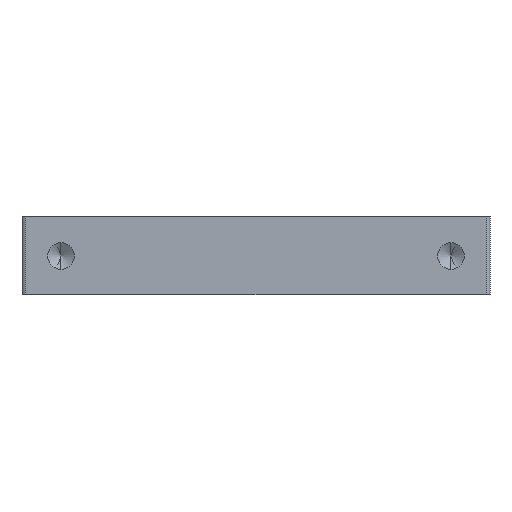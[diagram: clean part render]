
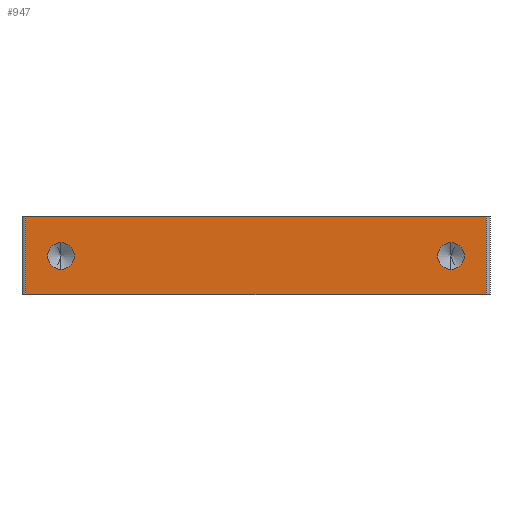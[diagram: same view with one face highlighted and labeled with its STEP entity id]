
A CAD part, front view. The second image highlights one B-rep face of the part: STEP entity #947.
In plain terms, the highlighted planar face has unit normal (0, -1, 0).
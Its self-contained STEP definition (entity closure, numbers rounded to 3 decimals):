
#8 = LINE ( 'NONE', #14, #1390 ) ;
#10 = DIRECTION ( 'NONE',  ( 0., 1., 0. ) ) ;
#14 = CARTESIAN_POINT ( 'NONE',  ( 119., 0., 20. ) ) ;
#20 = DIRECTION ( 'NONE',  ( 1., 0., 0. ) ) ;
#68 = LINE ( 'NONE', #187, #1302 ) ;
#95 = EDGE_LOOP ( 'NONE', ( #407, #276 ) ) ;
#124 = CARTESIAN_POINT ( 'NONE',  ( 1., 0., 20. ) ) ;
#128 = CARTESIAN_POINT ( 'NONE',  ( 110., 0., 10. ) ) ;
#129 = CARTESIAN_POINT ( 'NONE',  ( 119., 0., 20. ) ) ;
#149 = EDGE_CURVE ( 'NONE', #531, #271, #8, .T. ) ;
#171 = VERTEX_POINT ( 'NONE', #124 ) ;
#183 = VERTEX_POINT ( 'NONE', #1424 ) ;
#187 = CARTESIAN_POINT ( 'NONE',  ( 0., 0., 20. ) ) ;
#226 = EDGE_CURVE ( 'NONE', #415, #531, #951, .T. ) ;
#271 = VERTEX_POINT ( 'NONE', #129 ) ;
#276 = ORIENTED_EDGE ( 'NONE', *, *, #1392, .F. ) ;
#290 = ORIENTED_EDGE ( 'NONE', *, *, #149, .T. ) ;
#292 = ORIENTED_EDGE ( 'NONE', *, *, #708, .T. ) ;
#302 = DIRECTION ( 'NONE',  ( 1., 0., 0. ) ) ;
#337 = CARTESIAN_POINT ( 'NONE',  ( 10., 0., 13.4 ) ) ;
#367 = DIRECTION ( 'NONE',  ( 0., 0., -1. ) ) ;
#407 = ORIENTED_EDGE ( 'NONE', *, *, #1497, .F. ) ;
#415 = VERTEX_POINT ( 'NONE', #1007 ) ;
#446 = EDGE_LOOP ( 'NONE', ( #1508, #290, #656, #292 ) ) ;
#530 = ORIENTED_EDGE ( 'NONE', *, *, #1172, .F. ) ;
#531 = VERTEX_POINT ( 'NONE', #909 ) ;
#602 = AXIS2_PLACEMENT_3D ( 'NONE', #1444, #843, #367 ) ;
#609 = CARTESIAN_POINT ( 'NONE',  ( 10., 0., 6.6 ) ) ;
#622 = CARTESIAN_POINT ( 'NONE',  ( 0., 0., 20. ) ) ;
#625 = AXIS2_PLACEMENT_3D ( 'NONE', #898, #1370, #781 ) ;
#643 = VERTEX_POINT ( 'NONE', #337 ) ;
#656 = ORIENTED_EDGE ( 'NONE', *, *, #1318, .F. ) ;
#688 = CIRCLE ( 'NONE', #625, 3.4 ) ;
#708 = EDGE_CURVE ( 'NONE', #171, #415, #874, .T. ) ;
#709 = AXIS2_PLACEMENT_3D ( 'NONE', #128, #1049, #931 ) ;
#743 = DIRECTION ( 'NONE',  ( 0., -1., 0. ) ) ;
#747 = EDGE_LOOP ( 'NONE', ( #1129, #530 ) ) ;
#766 = DIRECTION ( 'NONE',  ( 0., 0., -1. ) ) ;
#781 = DIRECTION ( 'NONE',  ( 0., 0., -1. ) ) ;
#843 = DIRECTION ( 'NONE',  ( 0., -1., 0. ) ) ;
#863 = CARTESIAN_POINT ( 'NONE',  ( 110., 0., 10. ) ) ;
#874 = LINE ( 'NONE', #1011, #1523 ) ;
#898 = CARTESIAN_POINT ( 'NONE',  ( 10., 0., 10. ) ) ;
#909 = CARTESIAN_POINT ( 'NONE',  ( 119., 0., 0. ) ) ;
#931 = DIRECTION ( 'NONE',  ( 0., 0., -1. ) ) ;
#947 = ADVANCED_FACE ( 'NONE', ( #969, #1309, #1205 ), #1095, .F. ) ;
#951 = LINE ( 'NONE', #1438, #1066 ) ;
#957 = DIRECTION ( 'NONE',  ( 0., 0., 1. ) ) ;
#969 = FACE_BOUND ( 'NONE', #747, .T. ) ;
#1007 = CARTESIAN_POINT ( 'NONE',  ( 1., 0., 0. ) ) ;
#1011 = CARTESIAN_POINT ( 'NONE',  ( 1., 0., 20. ) ) ;
#1047 = CIRCLE ( 'NONE', #1241, 3.4 ) ;
#1049 = DIRECTION ( 'NONE',  ( 0., -1., 0. ) ) ;
#1056 = CIRCLE ( 'NONE', #709, 3.4 ) ;
#1066 = VECTOR ( 'NONE', #20, 1000. ) ;
#1093 = EDGE_CURVE ( 'NONE', #183, #1515, #1047, .T. ) ;
#1095 = PLANE ( 'NONE',  #1442 ) ;
#1129 = ORIENTED_EDGE ( 'NONE', *, *, #1093, .F. ) ;
#1172 = EDGE_CURVE ( 'NONE', #1515, #183, #1056, .T. ) ;
#1185 = DIRECTION ( 'NONE',  ( 0., 0., 1. ) ) ;
#1205 = FACE_OUTER_BOUND ( 'NONE', #446, .T. ) ;
#1241 = AXIS2_PLACEMENT_3D ( 'NONE', #863, #743, #1335 ) ;
#1292 = VERTEX_POINT ( 'NONE', #609 ) ;
#1302 = VECTOR ( 'NONE', #302, 1000. ) ;
#1309 = FACE_BOUND ( 'NONE', #95, .T. ) ;
#1318 = EDGE_CURVE ( 'NONE', #171, #271, #68, .T. ) ;
#1321 = CARTESIAN_POINT ( 'NONE',  ( 110., 0., 13.4 ) ) ;
#1335 = DIRECTION ( 'NONE',  ( 0., 0., -1. ) ) ;
#1370 = DIRECTION ( 'NONE',  ( 0., -1., 0. ) ) ;
#1390 = VECTOR ( 'NONE', #1185, 1000. ) ;
#1392 = EDGE_CURVE ( 'NONE', #643, #1292, #688, .T. ) ;
#1424 = CARTESIAN_POINT ( 'NONE',  ( 110., 0., 6.6 ) ) ;
#1438 = CARTESIAN_POINT ( 'NONE',  ( 0., 0., 0. ) ) ;
#1442 = AXIS2_PLACEMENT_3D ( 'NONE', #622, #10, #957 ) ;
#1444 = CARTESIAN_POINT ( 'NONE',  ( 10., 0., 10. ) ) ;
#1495 = CIRCLE ( 'NONE', #602, 3.4 ) ;
#1497 = EDGE_CURVE ( 'NONE', #1292, #643, #1495, .T. ) ;
#1508 = ORIENTED_EDGE ( 'NONE', *, *, #226, .T. ) ;
#1515 = VERTEX_POINT ( 'NONE', #1321 ) ;
#1523 = VECTOR ( 'NONE', #766, 1000. ) ;
